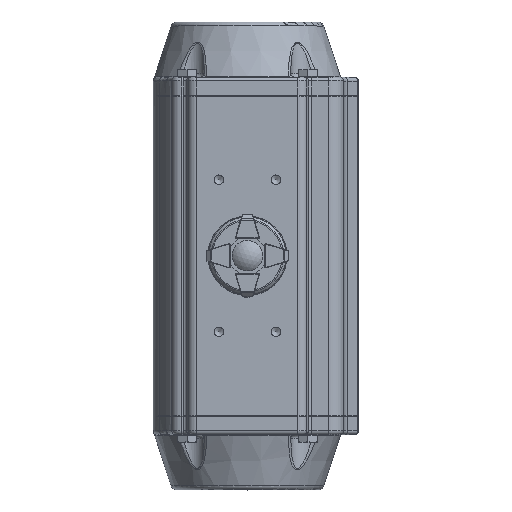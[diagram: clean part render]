
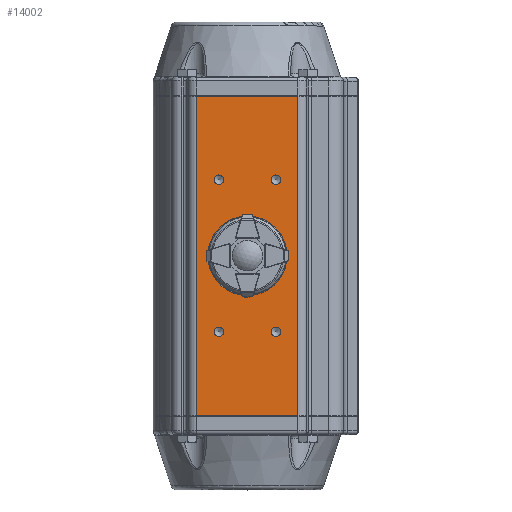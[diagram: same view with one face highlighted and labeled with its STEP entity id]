
A CAD part, top view. The second image highlights one B-rep face of the part: STEP entity #14002.
In plain terms, the highlighted face is planar.
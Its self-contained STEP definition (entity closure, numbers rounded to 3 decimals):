
#1519=CIRCLE('',#15882,2.5);
#1521=CIRCLE('',#15886,2.5);
#1523=CIRCLE('',#15890,2.5);
#1525=CIRCLE('',#15894,2.5);
#1545=CIRCLE('',#15932,17.3);
#5495=ORIENTED_EDGE('',*,*,#7692,.F.);
#5496=ORIENTED_EDGE('',*,*,#7745,.T.);
#5497=ORIENTED_EDGE('',*,*,#7694,.T.);
#5498=ORIENTED_EDGE('',*,*,#7746,.T.);
#5499=ORIENTED_EDGE('',*,*,#6927,.F.);
#5500=ORIENTED_EDGE('',*,*,#6925,.F.);
#5501=ORIENTED_EDGE('',*,*,#6923,.F.);
#5502=ORIENTED_EDGE('',*,*,#6921,.F.);
#5503=ORIENTED_EDGE('',*,*,#6947,.T.);
#6921=EDGE_CURVE('',#8573,#8573,#1519,.T.);
#6923=EDGE_CURVE('',#8576,#8576,#1521,.T.);
#6925=EDGE_CURVE('',#8579,#8579,#1523,.T.);
#6927=EDGE_CURVE('',#8582,#8582,#1525,.T.);
#6947=EDGE_CURVE('',#8610,#8610,#1545,.T.);
#7692=EDGE_CURVE('',#9096,#9097,#9824,.T.);
#7694=EDGE_CURVE('',#9098,#9099,#9825,.T.);
#7745=EDGE_CURVE('',#9096,#9098,#9874,.T.);
#7746=EDGE_CURVE('',#9099,#9097,#9875,.T.);
#8573=VERTEX_POINT('',#25412);
#8576=VERTEX_POINT('',#25419);
#8579=VERTEX_POINT('',#25426);
#8582=VERTEX_POINT('',#25433);
#8610=VERTEX_POINT('',#25499);
#9096=VERTEX_POINT('',#31734);
#9097=VERTEX_POINT('',#31736);
#9098=VERTEX_POINT('',#31740);
#9099=VERTEX_POINT('',#31741);
#9824=LINE('',#31735,#10627);
#9825=LINE('',#31739,#10628);
#9874=LINE('',#31844,#10677);
#9875=LINE('',#31845,#10678);
#10627=VECTOR('',#20189,1000.);
#10628=VECTOR('',#20194,1000.);
#10677=VECTOR('',#20287,1000.);
#10678=VECTOR('',#20288,1000.);
#11730=EDGE_LOOP('',(#5495,#5496,#5497,#5498));
#11731=EDGE_LOOP('',(#5499));
#11732=EDGE_LOOP('',(#5500));
#11733=EDGE_LOOP('',(#5501));
#11734=EDGE_LOOP('',(#5502));
#11735=EDGE_LOOP('',(#5503));
#12819=FACE_BOUND('',#11730,.T.);
#12820=FACE_BOUND('',#11731,.T.);
#12821=FACE_BOUND('',#11732,.T.);
#12822=FACE_BOUND('',#11733,.T.);
#12823=FACE_BOUND('',#11734,.T.);
#12824=FACE_BOUND('',#11735,.T.);
#13171=PLANE('',#16529);
#14002=ADVANCED_FACE('',(#12819,#12820,#12821,#12822,#12823,#12824),#13171,
 .F.);
#15882=AXIS2_PLACEMENT_3D('',#25411,#18689,#18690);
#15886=AXIS2_PLACEMENT_3D('',#25418,#18697,#18698);
#15890=AXIS2_PLACEMENT_3D('',#25425,#18705,#18706);
#15894=AXIS2_PLACEMENT_3D('',#25432,#18713,#18714);
#15932=AXIS2_PLACEMENT_3D('',#25498,#18789,#18790);
#16529=AXIS2_PLACEMENT_3D('',#31843,#20285,#20286);
#18689=DIRECTION('',(0.,1.,0.));
#18690=DIRECTION('',(0.,0.,1.));
#18697=DIRECTION('',(0.,1.,0.));
#18698=DIRECTION('',(0.,0.,1.));
#18705=DIRECTION('',(0.,1.,0.));
#18706=DIRECTION('',(0.,0.,1.));
#18713=DIRECTION('',(0.,1.,0.));
#18714=DIRECTION('',(0.,0.,1.));
#18789=DIRECTION('',(0.,-1.,0.));
#18790=DIRECTION('',(-1.,0.,0.));
#20189=DIRECTION('',(0.,0.,-1.));
#20194=DIRECTION('',(0.,0.,-1.));
#20285=DIRECTION('',(0.,-1.,0.));
#20286=DIRECTION('',(-1.,0.,0.));
#20287=DIRECTION('',(1.,0.,0.));
#20288=DIRECTION('',(-1.,0.,0.));
#25411=CARTESIAN_POINT('',(15.,58.,40.));
#25412=CARTESIAN_POINT('',(15.,58.,42.5));
#25418=CARTESIAN_POINT('',(-15.,58.,40.));
#25419=CARTESIAN_POINT('',(-15.,58.,42.5));
#25425=CARTESIAN_POINT('',(15.,58.,-40.));
#25426=CARTESIAN_POINT('',(15.,58.,-37.5));
#25432=CARTESIAN_POINT('',(-15.,58.,-40.));
#25433=CARTESIAN_POINT('',(-15.,58.,-37.5));
#25498=CARTESIAN_POINT('',(0.,58.,0.));
#25499=CARTESIAN_POINT('',(-17.3,58.,0.));
#31734=CARTESIAN_POINT('',(-26.566,58.,84.));
#31735=CARTESIAN_POINT('',(-26.566,58.,84.5));
#31736=CARTESIAN_POINT('',(-26.566,58.,-84.));
#31739=CARTESIAN_POINT('',(26.566,58.,84.5));
#31740=CARTESIAN_POINT('',(26.566,58.,84.));
#31741=CARTESIAN_POINT('',(26.566,58.,-84.));
#31843=CARTESIAN_POINT('',(26.566,58.,84.5));
#31844=CARTESIAN_POINT('',(26.566,58.,84.));
#31845=CARTESIAN_POINT('',(26.566,58.,-84.));
